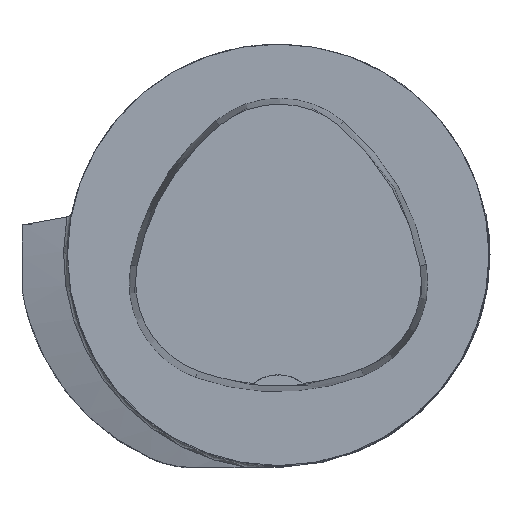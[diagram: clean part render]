
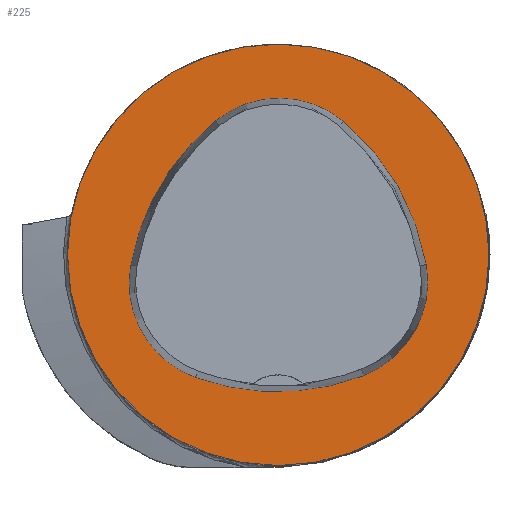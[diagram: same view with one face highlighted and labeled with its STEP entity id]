
A CAD part, top view. The second image highlights one B-rep face of the part: STEP entity #225.
In plain terms, the highlighted planar face has unit normal (0, 0, 1).
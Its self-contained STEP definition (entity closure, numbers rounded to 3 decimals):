
#225=ADVANCED_FACE('',(#452,#453),#271,.T.);
#271=PLANE('',#1297);
#452=FACE_BOUND('',#500,.T.);
#453=FACE_BOUND('',#501,.T.);
#500=EDGE_LOOP('',(#722,#723,#724,#725,#726,#727));
#501=EDGE_LOOP('',(#728));
#722=ORIENTED_EDGE('',*,*,#1065,.T.);
#723=ORIENTED_EDGE('',*,*,#1045,.T.);
#724=ORIENTED_EDGE('',*,*,#1049,.T.);
#725=ORIENTED_EDGE('',*,*,#1052,.T.);
#726=ORIENTED_EDGE('',*,*,#1055,.T.);
#727=ORIENTED_EDGE('',*,*,#1063,.T.);
#728=ORIENTED_EDGE('',*,*,#1036,.F.);
#910=VERTEX_POINT('',#2020);
#919=VERTEX_POINT('',#2039);
#920=VERTEX_POINT('',#2040);
#923=VERTEX_POINT('',#2048);
#925=VERTEX_POINT('',#2054);
#927=VERTEX_POINT('',#2060);
#934=VERTEX_POINT('',#2081);
#1036=EDGE_CURVE('',#910,#910,#1110,.T.);
#1045=EDGE_CURVE('',#919,#920,#1111,.T.);
#1049=EDGE_CURVE('',#920,#923,#1113,.T.);
#1052=EDGE_CURVE('',#923,#925,#1115,.T.);
#1055=EDGE_CURVE('',#925,#927,#1117,.T.);
#1063=EDGE_CURVE('',#927,#934,#1121,.T.);
#1065=EDGE_CURVE('',#934,#919,#1123,.T.);
#1110=CIRCLE('',#1269,31.5);
#1111=CIRCLE('',#1275,36.);
#1113=CIRCLE('',#1278,15.);
#1115=CIRCLE('',#1281,36.);
#1117=CIRCLE('',#1284,15.);
#1121=CIRCLE('',#1289,36.);
#1123=CIRCLE('',#1292,15.);
#1269=AXIS2_PLACEMENT_3D('',#2019,#1504,#1505);
#1275=AXIS2_PLACEMENT_3D('',#2038,#1520,#1521);
#1278=AXIS2_PLACEMENT_3D('',#2047,#1528,#1529);
#1281=AXIS2_PLACEMENT_3D('',#2053,#1535,#1536);
#1284=AXIS2_PLACEMENT_3D('',#2059,#1542,#1543);
#1289=AXIS2_PLACEMENT_3D('',#2082,#1554,#1555);
#1292=AXIS2_PLACEMENT_3D('',#2085,#1560,#1561);
#1297=AXIS2_PLACEMENT_3D('',#2090,#1570,#1571);
#1504=DIRECTION('',(0.,0.,-1.));
#1505=DIRECTION('',(-1.,0.,0.));
#1520=DIRECTION('',(0.,0.,-1.));
#1521=DIRECTION('',(-1.,0.,0.));
#1528=DIRECTION('',(0.,0.,-1.));
#1529=DIRECTION('',(-1.,0.,0.));
#1535=DIRECTION('',(0.,0.,-1.));
#1536=DIRECTION('',(-1.,0.,0.));
#1542=DIRECTION('',(0.,0.,-1.));
#1543=DIRECTION('',(-1.,0.,0.));
#1554=DIRECTION('',(0.,0.,-1.));
#1555=DIRECTION('',(-1.,0.,0.));
#1560=DIRECTION('',(0.,0.,-1.));
#1561=DIRECTION('',(-1.,0.,0.));
#1570=DIRECTION('',(0.,0.,1.));
#1571=DIRECTION('',(1.,0.,0.));
#2019=CARTESIAN_POINT('',(0.,0.,
0.));
#2020=CARTESIAN_POINT('',(-31.5,0.,0.));
#2038=CARTESIAN_POINT('',(13.398,-7.893,0.));
#2039=CARTESIAN_POINT('',(-22.041,-1.562,0.));
#2040=CARTESIAN_POINT('',(-9.317,20.036,0.));
#2047=CARTESIAN_POINT('',(0.148,8.399,0.));
#2048=CARTESIAN_POINT('',(9.779,19.898,0.));
#2053=CARTESIAN_POINT('',(-13.337,-7.7,0.));
#2054=CARTESIAN_POINT('',(22.122,-1.48,0.));
#2059=CARTESIAN_POINT('',(7.347,-4.071,0.));
#2060=CARTESIAN_POINT('',(12.693,-18.087,0.));
#2081=CARTESIAN_POINT('',(-12.373,-18.307,0.));
#2082=CARTESIAN_POINT('',(-0.137,15.55,0.));
#2085=CARTESIAN_POINT('',(-7.275,-4.2,0.));
#2090=CARTESIAN_POINT('',(0.,0.,
0.));
